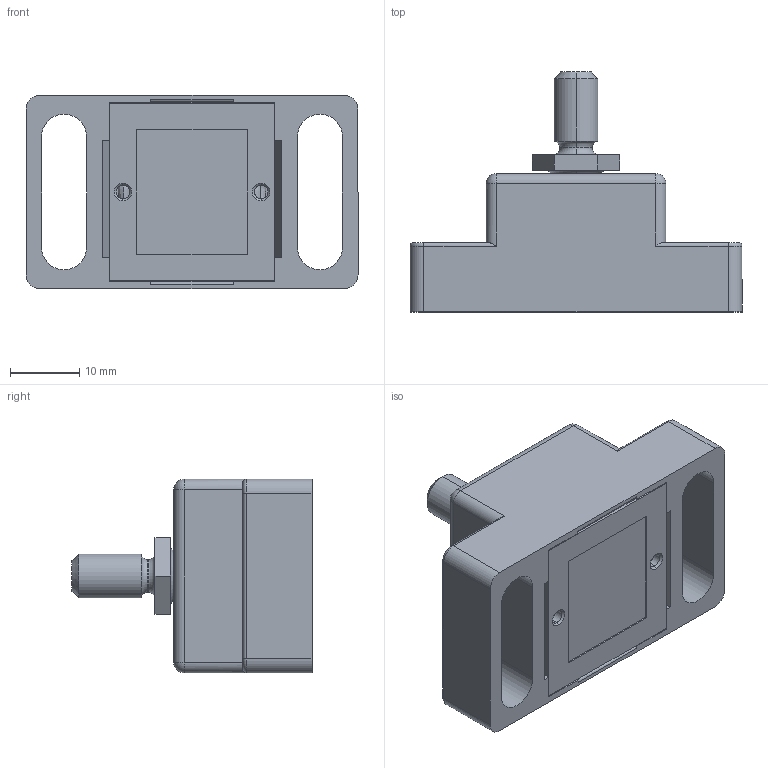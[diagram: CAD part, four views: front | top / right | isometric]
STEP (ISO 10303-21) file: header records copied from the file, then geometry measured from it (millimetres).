
FILE_DESCRIPTION (( 'STEP AP214' ), '1' );
FILE_NAME ('093045S03.STEP', '2014-02-25T15:38:52', ( 'Admin' ), ( 'Hewlett-Packard Company' ), 'SwSTEP 2.0', 'SolidWorks 2014', '' );
FILE_SCHEMA (( 'AUTOMOTIVE_DESIGN' ));
Length unit declared in the file: millimetre
Products named in the file (7): 093043r_Standard; 093045S03; 093043f-zb_Standard; 093043kk_1.4 Zoll; 093043d_Standard; 093043wr_schwer; 093043wl_schwer
Assembly tree (7 placements, depth 2):
  093045S03
    093043r_Standard
    093043wl_schwer
    093043wr_schwer
    093043d_Standard
    093043kk_1.4 Zoll
    093043f-zb_Standard  x2
Bounding box: 48 x 34.7 x 28 mm (x, y, z)
Volume: 12912.1 mm3; surface area: 12355.1 mm2
Topology: 7 solids, 7 shells, 466 faces, 1134 edges, 663 vertices
Faces by surface type: cylinder 163, plane 159, torus 70, sphere 37, bspline 25, cone 12
Entity records: 14980 total; most frequent: CARTESIAN_POINT 4145, DIRECTION 2324, ORIENTED_EDGE 2152, EDGE_CURVE 1076, AXIS2_PLACEMENT_3D 883, VERTEX_POINT 642, VECTOR 558, LINE 558
